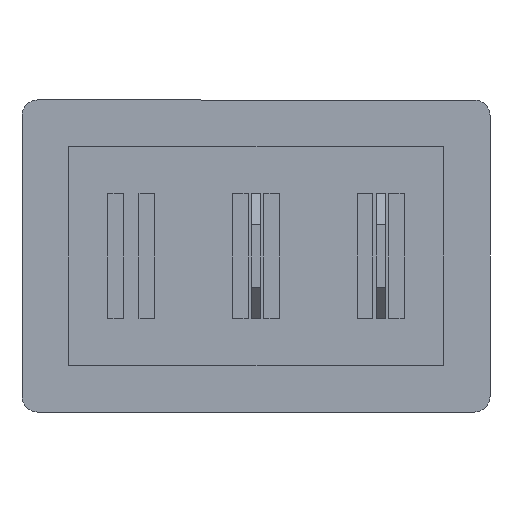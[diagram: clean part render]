
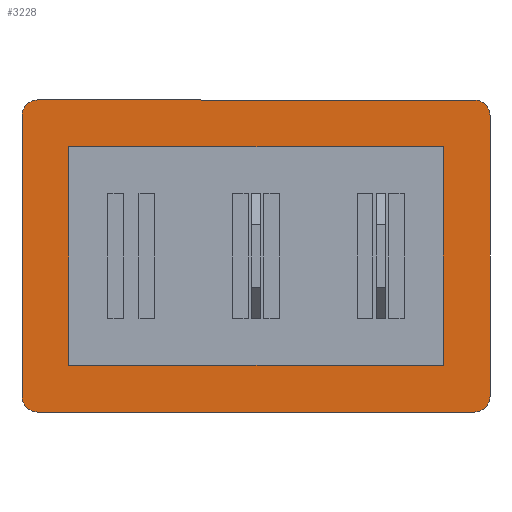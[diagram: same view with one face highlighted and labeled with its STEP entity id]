
A CAD part, left-side view. The second image highlights one B-rep face of the part: STEP entity #3228.
In plain terms, the highlighted planar face has unit normal (-1, 0, 0).
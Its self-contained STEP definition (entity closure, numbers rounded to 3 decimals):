
#10 = EDGE_CURVE ( 'NONE', #2626, #1548, #2324, .T. ) ;
#42 = VERTEX_POINT ( 'NONE', #924 ) ;
#72 = VERTEX_POINT ( 'NONE', #2030 ) ;
#74 = FACE_BOUND ( 'NONE', #1801, .T. ) ;
#91 = CARTESIAN_POINT ( 'NONE',  ( 8., 7.5, 5. ) ) ;
#105 = EDGE_CURVE ( 'NONE', #2786, #802, #1835, .T. ) ;
#147 = VERTEX_POINT ( 'NONE', #1568 ) ;
#151 = CARTESIAN_POINT ( 'NONE',  ( 8., 7.5, 4.5 ) ) ;
#175 = CARTESIAN_POINT ( 'NONE',  ( 8., 7., 5. ) ) ;
#207 = CARTESIAN_POINT ( 'NONE',  ( 8., -6., 3.5 ) ) ;
#214 = VECTOR ( 'NONE', #1855, 1000. ) ;
#302 = DIRECTION ( 'NONE',  ( 0., 1., 0. ) ) ;
#336 = CARTESIAN_POINT ( 'NONE',  ( 8., 7.5, -5. ) ) ;
#365 = FACE_OUTER_BOUND ( 'NONE', #2743, .T. ) ;
#376 = EDGE_CURVE ( 'NONE', #2761, #147, #954, .T. ) ;
#440 = VECTOR ( 'NONE', #2875, 1000. ) ;
#458 = DIRECTION ( 'NONE',  ( 0., 0., -1. ) ) ;
#642 = LINE ( 'NONE', #1038, #3366 ) ;
#644 = EDGE_CURVE ( 'NONE', #2761, #802, #2790, .T. ) ;
#658 = AXIS2_PLACEMENT_3D ( 'NONE', #894, #2286, #2525 ) ;
#736 = CARTESIAN_POINT ( 'NONE',  ( 8., 6., 3.5 ) ) ;
#770 = CARTESIAN_POINT ( 'NONE',  ( 8., -7., -5. ) ) ;
#802 = VERTEX_POINT ( 'NONE', #2891 ) ;
#867 = LINE ( 'NONE', #1728, #1899 ) ;
#882 = ORIENTED_EDGE ( 'NONE', *, *, #1444, .T. ) ;
#894 = CARTESIAN_POINT ( 'NONE',  ( 8., -7., 4.5 ) ) ;
#924 = CARTESIAN_POINT ( 'NONE',  ( 8., -7.5, 4.5 ) ) ;
#944 = EDGE_CURVE ( 'NONE', #42, #147, #642, .T. ) ;
#954 = CIRCLE ( 'NONE', #1047, 0.5 ) ;
#969 = ORIENTED_EDGE ( 'NONE', *, *, #944, .F. ) ;
#1018 = VECTOR ( 'NONE', #3266, 1000. ) ;
#1027 = EDGE_CURVE ( 'NONE', #42, #1548, #2372, .T. ) ;
#1038 = CARTESIAN_POINT ( 'NONE',  ( 8., -7.5, 5. ) ) ;
#1047 = AXIS2_PLACEMENT_3D ( 'NONE', #1326, #1609, #458 ) ;
#1063 = CARTESIAN_POINT ( 'NONE',  ( 8., 0., 0. ) ) ;
#1072 = CARTESIAN_POINT ( 'NONE',  ( 8., -6., 3.5 ) ) ;
#1087 = CARTESIAN_POINT ( 'NONE',  ( 8., 7.5, 5. ) ) ;
#1157 = DIRECTION ( 'NONE',  ( 0., 0., -1. ) ) ;
#1222 = ORIENTED_EDGE ( 'NONE', *, *, #2953, .T. ) ;
#1255 = CARTESIAN_POINT ( 'NONE',  ( 8., 6., 3.5 ) ) ;
#1296 = VECTOR ( 'NONE', #3301, 1000. ) ;
#1326 = CARTESIAN_POINT ( 'NONE',  ( 8., -7., -4.5 ) ) ;
#1369 = VERTEX_POINT ( 'NONE', #1255 ) ;
#1444 = EDGE_CURVE ( 'NONE', #2626, #2067, #2785, .T. ) ;
#1447 = CARTESIAN_POINT ( 'NONE',  ( 8., 7., 4.5 ) ) ;
#1516 = VECTOR ( 'NONE', #302, 1000. ) ;
#1520 = VECTOR ( 'NONE', #3264, 1000. ) ;
#1546 = DIRECTION ( 'NONE',  ( 0., 0., -1. ) ) ;
#1548 = VERTEX_POINT ( 'NONE', #2938 ) ;
#1568 = CARTESIAN_POINT ( 'NONE',  ( 8., -7.5, -4.5 ) ) ;
#1587 = VERTEX_POINT ( 'NONE', #207 ) ;
#1609 = DIRECTION ( 'NONE',  ( -1., 0., 0. ) ) ;
#1728 = CARTESIAN_POINT ( 'NONE',  ( 8., 6., 3.5 ) ) ;
#1801 = EDGE_LOOP ( 'NONE', ( #1222, #2881, #2485, #1960 ) ) ;
#1806 = DIRECTION ( 'NONE',  ( -1., 0., 0. ) ) ;
#1835 = CIRCLE ( 'NONE', #3015, 0.5 ) ;
#1838 = EDGE_CURVE ( 'NONE', #72, #2385, #2608, .T. ) ;
#1855 = DIRECTION ( 'NONE',  ( 0., 0., 1. ) ) ;
#1884 = DIRECTION ( 'NONE',  ( 0., 0., -1. ) ) ;
#1899 = VECTOR ( 'NONE', #2307, 1000. ) ;
#1922 = DIRECTION ( 'NONE',  ( 0., 0., -1. ) ) ;
#1960 = ORIENTED_EDGE ( 'NONE', *, *, #2382, .T. ) ;
#2023 = EDGE_CURVE ( 'NONE', #2385, #1369, #2539, .T. ) ;
#2030 = CARTESIAN_POINT ( 'NONE',  ( 8., -6., -3.5 ) ) ;
#2067 = VERTEX_POINT ( 'NONE', #151 ) ;
#2155 = CARTESIAN_POINT ( 'NONE',  ( 8., 7.5, -4.5 ) ) ;
#2164 = ORIENTED_EDGE ( 'NONE', *, *, #1027, .T. ) ;
#2202 = ORIENTED_EDGE ( 'NONE', *, *, #105, .T. ) ;
#2247 = LINE ( 'NONE', #1072, #1520 ) ;
#2267 = AXIS2_PLACEMENT_3D ( 'NONE', #1447, #2768, #1157 ) ;
#2286 = DIRECTION ( 'NONE',  ( -1., 0., 0. ) ) ;
#2307 = DIRECTION ( 'NONE',  ( 0., -1., 0. ) ) ;
#2324 = LINE ( 'NONE', #91, #440 ) ;
#2372 = CIRCLE ( 'NONE', #658, 0.5 ) ;
#2382 = EDGE_CURVE ( 'NONE', #1369, #1587, #867, .T. ) ;
#2385 = VERTEX_POINT ( 'NONE', #3056 ) ;
#2485 = ORIENTED_EDGE ( 'NONE', *, *, #2023, .T. ) ;
#2525 = DIRECTION ( 'NONE',  ( 0., 0., -1. ) ) ;
#2539 = LINE ( 'NONE', #736, #214 ) ;
#2608 = LINE ( 'NONE', #3336, #1516 ) ;
#2626 = VERTEX_POINT ( 'NONE', #175 ) ;
#2634 = ORIENTED_EDGE ( 'NONE', *, *, #376, .T. ) ;
#2656 = AXIS2_PLACEMENT_3D ( 'NONE', #1063, #2720, #1922 ) ;
#2720 = DIRECTION ( 'NONE',  ( 1., 0., 0. ) ) ;
#2743 = EDGE_LOOP ( 'NONE', ( #3152, #2634, #969, #2164, #3509, #882, #3086, #2202 ) ) ;
#2761 = VERTEX_POINT ( 'NONE', #770 ) ;
#2768 = DIRECTION ( 'NONE',  ( -1., 0., 0. ) ) ;
#2785 = CIRCLE ( 'NONE', #2267, 0.5 ) ;
#2786 = VERTEX_POINT ( 'NONE', #2155 ) ;
#2790 = LINE ( 'NONE', #336, #1296 ) ;
#2875 = DIRECTION ( 'NONE',  ( 0., -1., 0. ) ) ;
#2881 = ORIENTED_EDGE ( 'NONE', *, *, #1838, .T. ) ;
#2891 = CARTESIAN_POINT ( 'NONE',  ( 8., 7., -5. ) ) ;
#2904 = LINE ( 'NONE', #1087, #1018 ) ;
#2938 = CARTESIAN_POINT ( 'NONE',  ( 8., -7., 5. ) ) ;
#2953 = EDGE_CURVE ( 'NONE', #1587, #72, #2247, .T. ) ;
#3011 = PLANE ( 'NONE',  #2656 ) ;
#3015 = AXIS2_PLACEMENT_3D ( 'NONE', #3165, #1806, #1546 ) ;
#3056 = CARTESIAN_POINT ( 'NONE',  ( 8., 6., -3.5 ) ) ;
#3086 = ORIENTED_EDGE ( 'NONE', *, *, #3229, .F. ) ;
#3152 = ORIENTED_EDGE ( 'NONE', *, *, #644, .F. ) ;
#3165 = CARTESIAN_POINT ( 'NONE',  ( 8., 7., -4.5 ) ) ;
#3228 = ADVANCED_FACE ( 'NONE', ( #365, #74 ), #3011, .F. ) ;
#3229 = EDGE_CURVE ( 'NONE', #2786, #2067, #2904, .T. ) ;
#3264 = DIRECTION ( 'NONE',  ( 0., 0., -1. ) ) ;
#3266 = DIRECTION ( 'NONE',  ( 0., 0., 1. ) ) ;
#3301 = DIRECTION ( 'NONE',  ( 0., 1., 0. ) ) ;
#3336 = CARTESIAN_POINT ( 'NONE',  ( 8., 6., -3.5 ) ) ;
#3366 = VECTOR ( 'NONE', #1884, 1000. ) ;
#3509 = ORIENTED_EDGE ( 'NONE', *, *, #10, .F. ) ;
